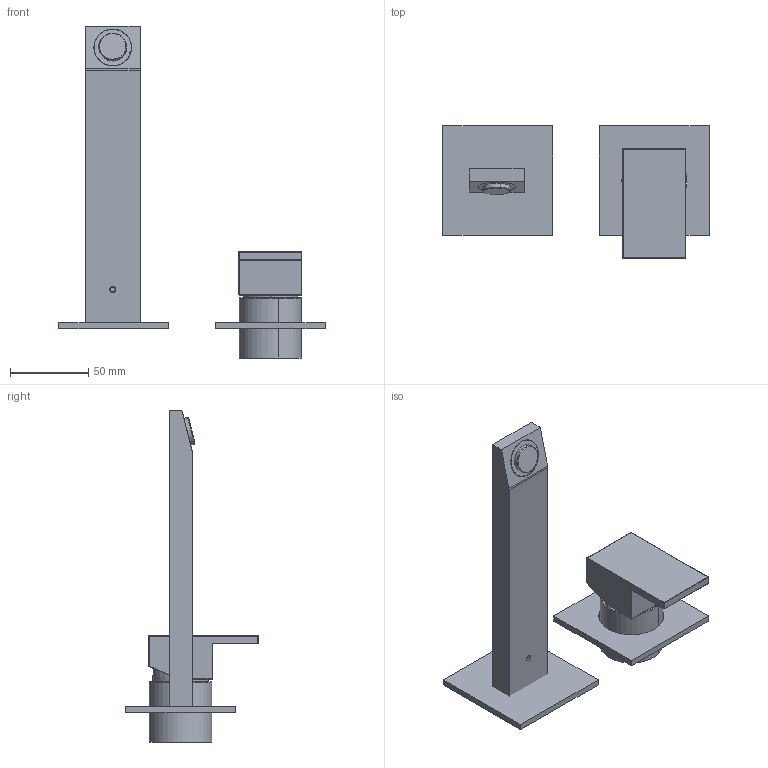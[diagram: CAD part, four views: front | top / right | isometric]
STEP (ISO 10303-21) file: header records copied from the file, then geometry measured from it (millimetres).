
FILE_DESCRIPTION (( 'STEP AP214' ), '1' );
FILE_NAME ('QUA.0003.STEP', '2023-03-23T14:27:15', ( '' ), ( '' ), 'SwSTEP 2.0', 'SolidWorks 2022', '' );
FILE_SCHEMA (( 'AUTOMOTIVE_DESIGN' ));
Length unit declared in the file: millimetre
Products named in the file (10): Perno M4x0.5.STEP; QUA.0003; bica quadrada parede.STEP; QUA.0003.STEP; 0001-ESPELHO_65x65_CORPO_CARTUCHO__35_000000000000.STEP; 0004-AREADOR_M24x1_NEOPERL_SLIM_AIR_000000000000.STEP; Tapa cartucho _37x10 para quadrada.STEP; ESPELHO TOMADA DE AGUA.STEP; manipulo duche .STEP; Casquilho _40x38,5.STEP
Assembly tree (9 placements, depth 3):
  QUA.0003
    QUA.0003.STEP
      Casquilho _40x38,5.STEP
      ESPELHO TOMADA DE AGUA.STEP
      Perno M4x0.5.STEP
      0001-ESPELHO_65x65_CORPO_CARTUCHO__35_000000000000.STEP
      0004-AREADOR_M24x1_NEOPERL_SLIM_AIR_000000000000.STEP
      manipulo duche .STEP
      Tapa cartucho _37x10 para quadrada.STEP
      bica quadrada parede.STEP
Bounding box: 170 x 84.58 x 212.01 mm (x, y, z)
Volume: 134366.8 mm3; surface area: 77944.2 mm2
Topology: 8 solids, 8 shells, 178 faces, 407 edges, 240 vertices
Faces by surface type: cylinder 70, plane 67, cone 22, sphere 10, torus 6, bspline 3
Entity records: 5857 total; most frequent: CARTESIAN_POINT 1427, DIRECTION 883, ORIENTED_EDGE 778, EDGE_CURVE 389, AXIS2_PLACEMENT_3D 334, VERTEX_POINT 240, VECTOR 215, LINE 215
